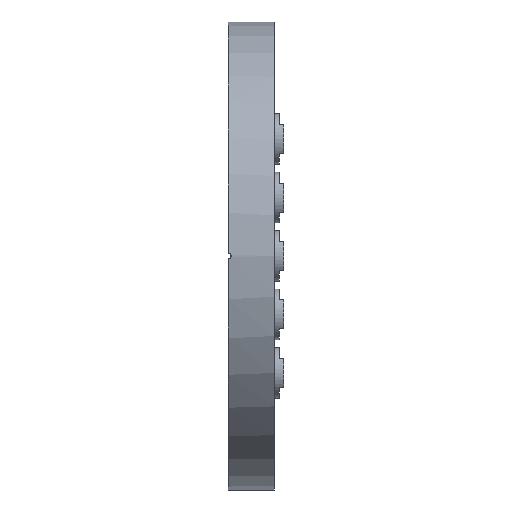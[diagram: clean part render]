
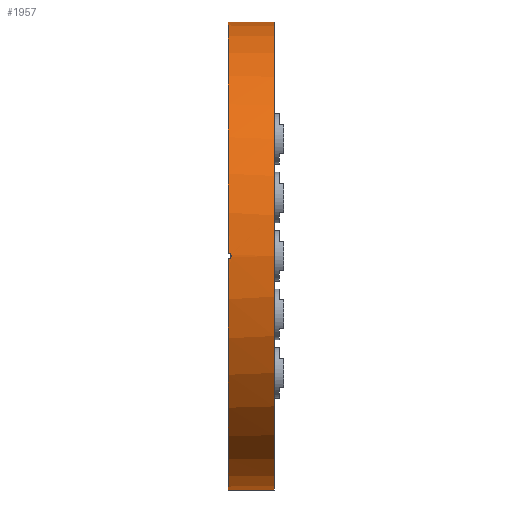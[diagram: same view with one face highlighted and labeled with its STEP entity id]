
A CAD part, left-side view. The second image highlights one B-rep face of the part: STEP entity #1957.
In plain terms, the highlighted cylindrical face has radius 76.2 mm (diameter 152.4 mm), a partial arc.
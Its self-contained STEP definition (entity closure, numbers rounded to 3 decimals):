
#42 = ORIENTED_EDGE ( 'NONE', *, *, #7567, .T. ) ;
#72 = DIRECTION ( 'NONE',  ( 0., 0., 1. ) ) ;
#331 = DIRECTION ( 'NONE',  ( 0., 1., 0. ) ) ;
#807 = CARTESIAN_POINT ( 'NONE',  ( -76.198, -0.874, -0.503 ) ) ;
#866 = CARTESIAN_POINT ( 'NONE',  ( -76.198, -0.874, 0.503 ) ) ;
#1402 = AXIS2_PLACEMENT_3D ( 'NONE', #3452, #6635, #5508 ) ;
#1476 = CARTESIAN_POINT ( 'NONE',  ( -76.193, -0.132, 1. ) ) ;
#1654 = CYLINDRICAL_SURFACE ( 'NONE', #1402, 76.2 ) ;
#1805 = CARTESIAN_POINT ( 'NONE',  ( -76.2, -1., -0.13 ) ) ;
#1881 = EDGE_CURVE ( 'NONE', #8968, #12606, #10736, .T. ) ;
#1957 = ADVANCED_FACE ( 'NONE', ( #11669 ), #1654, .T. ) ;
#2084 = CARTESIAN_POINT ( 'NONE',  ( 0., -15., -76.2 ) ) ;
#2214 = LINE ( 'NONE', #2084, #3134 ) ;
#2417 = ORIENTED_EDGE ( 'NONE', *, *, #11609, .F. ) ;
#2472 = AXIS2_PLACEMENT_3D ( 'NONE', #9419, #331, #72 ) ;
#3134 = VECTOR ( 'NONE', #6258, 1000. ) ;
#3452 = CARTESIAN_POINT ( 'NONE',  ( 0., -15., 0. ) ) ;
#3546 = CARTESIAN_POINT ( 'NONE',  ( -76.195, -0.504, 0.874 ) ) ;
#3626 = DIRECTION ( 'NONE',  ( 0., 0., 1. ) ) ;
#3745 = CARTESIAN_POINT ( 'NONE',  ( -76.196, -0.615, 0.799 ) ) ;
#3869 = CARTESIAN_POINT ( 'NONE',  ( -76.193, 0., -1. ) ) ;
#4118 = CARTESIAN_POINT ( 'NONE',  ( 0., -15., 76.2 ) ) ;
#4290 = CARTESIAN_POINT ( 'NONE',  ( 0., -15., -76.2 ) ) ;
#4304 = ORIENTED_EDGE ( 'NONE', *, *, #6512, .T. ) ;
#4765 = CIRCLE ( 'NONE', #7729, 76.2 ) ;
#4824 = EDGE_LOOP ( 'NONE', ( #9387, #42, #4304, #2417, #9733, #12851 ) ) ;
#4868 = CARTESIAN_POINT ( 'NONE',  ( -76.2, -0.974, 0.263 ) ) ;
#5218 = CARTESIAN_POINT ( 'NONE',  ( 0., 0., -76.2 ) ) ;
#5508 = DIRECTION ( 'NONE',  ( 0., 0., 1. ) ) ;
#5924 = CARTESIAN_POINT ( 'NONE',  ( -76.193, -0.264, -1. ) ) ;
#5932 = VERTEX_POINT ( 'NONE', #4290 ) ;
#6258 = DIRECTION ( 'NONE',  ( 0., 1., 0. ) ) ;
#6512 = EDGE_CURVE ( 'NONE', #8513, #11416, #7884, .T. ) ;
#6635 = DIRECTION ( 'NONE',  ( 0., 1., 0. ) ) ;
#7567 = EDGE_CURVE ( 'NONE', #5932, #8513, #8211, .T. ) ;
#7665 = CARTESIAN_POINT ( 'NONE',  ( 0., -15., 0. ) ) ;
#7669 = VERTEX_POINT ( 'NONE', #9411 ) ;
#7729 = AXIS2_PLACEMENT_3D ( 'NONE', #10588, #7736, #9661 ) ;
#7736 = DIRECTION ( 'NONE',  ( 0., 1., 0. ) ) ;
#7810 = EDGE_CURVE ( 'NONE', #5932, #8968, #2214, .T. ) ;
#7884 = LINE ( 'NONE', #12729, #12673 ) ;
#7982 = EDGE_CURVE ( 'NONE', #7669, #12606, #11187, .T. ) ;
#8211 = CIRCLE ( 'NONE', #9911, 76.2 ) ;
#8513 = VERTEX_POINT ( 'NONE', #4118 ) ;
#8897 = CARTESIAN_POINT ( 'NONE',  ( -76.195, -0.521, -0.893 ) ) ;
#8968 = VERTEX_POINT ( 'NONE', #5218 ) ;
#9387 = ORIENTED_EDGE ( 'NONE', *, *, #7810, .F. ) ;
#9411 = CARTESIAN_POINT ( 'NONE',  ( -76.193, 0., 1. ) ) ;
#9419 = CARTESIAN_POINT ( 'NONE',  ( 0., 0., 0. ) ) ;
#9661 = DIRECTION ( 'NONE',  ( 0., 0., 1. ) ) ;
#9711 = CARTESIAN_POINT ( 'NONE',  ( -76.198, -0.801, -0.613 ) ) ;
#9733 = ORIENTED_EDGE ( 'NONE', *, *, #7982, .T. ) ;
#9900 = CARTESIAN_POINT ( 'NONE',  ( -76.2, -1., 0.131 ) ) ;
#9911 = AXIS2_PLACEMENT_3D ( 'NONE', #7665, #12641, #3626 ) ;
#10574 = CARTESIAN_POINT ( 'NONE',  ( -76.193, 0., 1. ) ) ;
#10588 = CARTESIAN_POINT ( 'NONE',  ( 0., 0., 0. ) ) ;
#10736 = CIRCLE ( 'NONE', #2472, 76.2 ) ;
#10925 = CARTESIAN_POINT ( 'NONE',  ( -76.193, 0., -1. ) ) ;
#11187 = B_SPLINE_CURVE_WITH_KNOTS ( 'NONE', 3,
 ( #10574, #1476, #12627, #3546, #3745, #11690, #866, #4868, #9900, #1805, #11894, #807, #9711, #8897, #5924, #3869 ),
 .UNSPECIFIED., .F., .F.,
 ( 4, 2, 2, 2, 2, 2, 2, 4 ),
 ( 0., 0., 0.001, 0.001, 0.002, 0.002, 0.002, 0.003 ),
 .UNSPECIFIED. ) ;
#11416 = VERTEX_POINT ( 'NONE', #11864 ) ;
#11609 = EDGE_CURVE ( 'NONE', #7669, #11416, #4765, .T. ) ;
#11669 = FACE_OUTER_BOUND ( 'NONE', #4824, .T. ) ;
#11690 = CARTESIAN_POINT ( 'NONE',  ( -76.198, -0.799, 0.615 ) ) ;
#11733 = DIRECTION ( 'NONE',  ( 0., 1., 0. ) ) ;
#11864 = CARTESIAN_POINT ( 'NONE',  ( 0., 0., 76.2 ) ) ;
#11894 = CARTESIAN_POINT ( 'NONE',  ( -76.2, -0.974, -0.261 ) ) ;
#12606 = VERTEX_POINT ( 'NONE', #10925 ) ;
#12627 = CARTESIAN_POINT ( 'NONE',  ( -76.194, -0.262, 0.974 ) ) ;
#12641 = DIRECTION ( 'NONE',  ( 0., 1., 0. ) ) ;
#12673 = VECTOR ( 'NONE', #11733, 1000. ) ;
#12729 = CARTESIAN_POINT ( 'NONE',  ( 0., -15., 76.2 ) ) ;
#12851 = ORIENTED_EDGE ( 'NONE', *, *, #1881, .F. ) ;
